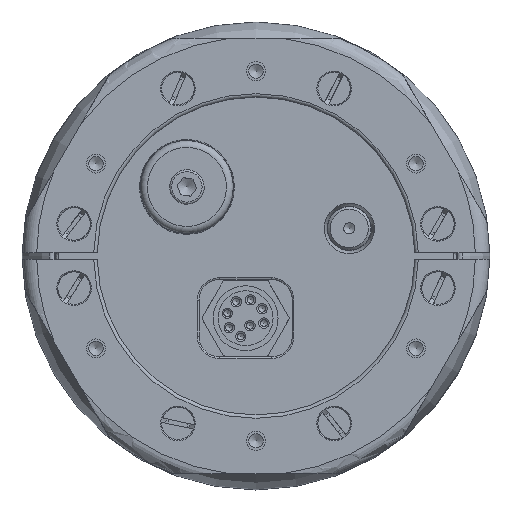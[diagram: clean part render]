
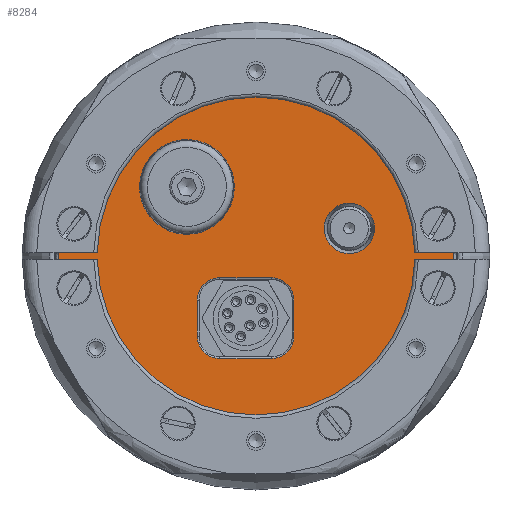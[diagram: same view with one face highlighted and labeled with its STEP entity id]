
A CAD part, front view. The second image highlights one B-rep face of the part: STEP entity #8284.
In plain terms, the highlighted planar face has unit normal (0, -1, 0).
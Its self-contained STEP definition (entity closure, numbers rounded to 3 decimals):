
#872=FACE_BOUND('',#2910,.T.);
#873=FACE_BOUND('',#2911,.T.);
#874=FACE_BOUND('',#2912,.T.);
#875=FACE_BOUND('',#2913,.T.);
#876=FACE_BOUND('',#2914,.T.);
#877=FACE_BOUND('',#2915,.T.);
#878=FACE_BOUND('',#2916,.T.);
#879=FACE_BOUND('',#2917,.T.);
#880=FACE_BOUND('',#2918,.T.);
#881=FACE_BOUND('',#2919,.T.);
#1278=LINE('',#13803,#1642);
#1279=LINE('',#13807,#1643);
#1280=LINE('',#13811,#1644);
#1281=LINE('',#13815,#1645);
#1282=LINE('',#13819,#1646);
#1283=LINE('',#13823,#1647);
#1642=VECTOR('',#10982,10.);
#1643=VECTOR('',#10985,10.);
#1644=VECTOR('',#10988,10.);
#1645=VECTOR('',#10991,10.);
#1646=VECTOR('',#10994,10.);
#1647=VECTOR('',#10997,10.);
#2249=FACE_OUTER_BOUND('',#2909,.T.);
#2909=EDGE_LOOP('',(#6619,#6620,#6621,#6622));
#2910=EDGE_LOOP('',(#6623));
#2911=EDGE_LOOP('',(#6624,#6625,#6626,#6627,#6628,#6629,#6630,#6631));
#2912=EDGE_LOOP('',(#6632));
#2913=EDGE_LOOP('',(#6633));
#2914=EDGE_LOOP('',(#6634));
#2915=EDGE_LOOP('',(#6635));
#2916=EDGE_LOOP('',(#6636));
#2917=EDGE_LOOP('',(#6637));
#2918=EDGE_LOOP('',(#6638));
#2919=EDGE_LOOP('',(#6639));
#3596=CIRCLE('',#8981,4.5);
#3737=CIRCLE('',#9232,7.285);
#3738=CIRCLE('',#9235,57.25);
#3739=CIRCLE('',#9236,47.);
#3740=CIRCLE('',#9237,6.5);
#3741=CIRCLE('',#9238,6.5);
#3742=CIRCLE('',#9239,6.5);
#3743=CIRCLE('',#9240,6.5);
#3744=CIRCLE('',#9241,3.25);
#3745=CIRCLE('',#9242,3.25);
#3746=CIRCLE('',#9243,3.25);
#3747=CIRCLE('',#9244,3.25);
#3748=CIRCLE('',#9245,3.25);
#3749=CIRCLE('',#9246,3.25);
#3750=CIRCLE('',#9247,3.25);
#4200=VERTEX_POINT('',#13100);
#4378=VERTEX_POINT('',#13797);
#4379=VERTEX_POINT('',#13801);
#4380=VERTEX_POINT('',#13802);
#4381=VERTEX_POINT('',#13804);
#4382=VERTEX_POINT('',#13806);
#4383=VERTEX_POINT('',#13809);
#4384=VERTEX_POINT('',#13810);
#4385=VERTEX_POINT('',#13812);
#4386=VERTEX_POINT('',#13814);
#4387=VERTEX_POINT('',#13816);
#4388=VERTEX_POINT('',#13818);
#4389=VERTEX_POINT('',#13820);
#4390=VERTEX_POINT('',#13822);
#4391=VERTEX_POINT('',#13825);
#4392=VERTEX_POINT('',#13827);
#4393=VERTEX_POINT('',#13829);
#4394=VERTEX_POINT('',#13831);
#4395=VERTEX_POINT('',#13833);
#4396=VERTEX_POINT('',#13835);
#4397=VERTEX_POINT('',#13837);
#5040=EDGE_CURVE('',#4200,#4200,#3596,.T.);
#5251=EDGE_CURVE('',#4378,#4378,#3737,.T.);
#5252=EDGE_CURVE('',#4379,#4380,#1278,.T.);
#5253=EDGE_CURVE('',#4381,#4380,#3738,.T.);
#5254=EDGE_CURVE('',#4381,#4382,#1279,.T.);
#5255=EDGE_CURVE('',#4382,#4379,#3739,.T.);
#5256=EDGE_CURVE('',#4383,#4384,#1280,.T.);
#5257=EDGE_CURVE('',#4385,#4383,#3740,.T.);
#5258=EDGE_CURVE('',#4386,#4385,#1281,.T.);
#5259=EDGE_CURVE('',#4387,#4386,#3741,.T.);
#5260=EDGE_CURVE('',#4388,#4387,#1282,.T.);
#5261=EDGE_CURVE('',#4389,#4388,#3742,.T.);
#5262=EDGE_CURVE('',#4390,#4389,#1283,.T.);
#5263=EDGE_CURVE('',#4384,#4390,#3743,.T.);
#5264=EDGE_CURVE('',#4391,#4391,#3744,.T.);
#5265=EDGE_CURVE('',#4392,#4392,#3745,.T.);
#5266=EDGE_CURVE('',#4393,#4393,#3746,.T.);
#5267=EDGE_CURVE('',#4394,#4394,#3747,.T.);
#5268=EDGE_CURVE('',#4395,#4395,#3748,.T.);
#5269=EDGE_CURVE('',#4396,#4396,#3749,.T.);
#5270=EDGE_CURVE('',#4397,#4397,#3750,.T.);
#6619=ORIENTED_EDGE('',*,*,#5252,.T.);
#6620=ORIENTED_EDGE('',*,*,#5253,.F.);
#6621=ORIENTED_EDGE('',*,*,#5254,.T.);
#6622=ORIENTED_EDGE('',*,*,#5255,.T.);
#6623=ORIENTED_EDGE('',*,*,#5040,.T.);
#6624=ORIENTED_EDGE('',*,*,#5256,.F.);
#6625=ORIENTED_EDGE('',*,*,#5257,.F.);
#6626=ORIENTED_EDGE('',*,*,#5258,.F.);
#6627=ORIENTED_EDGE('',*,*,#5259,.F.);
#6628=ORIENTED_EDGE('',*,*,#5260,.F.);
#6629=ORIENTED_EDGE('',*,*,#5261,.F.);
#6630=ORIENTED_EDGE('',*,*,#5262,.F.);
#6631=ORIENTED_EDGE('',*,*,#5263,.F.);
#6632=ORIENTED_EDGE('',*,*,#5264,.T.);
#6633=ORIENTED_EDGE('',*,*,#5265,.T.);
#6634=ORIENTED_EDGE('',*,*,#5266,.T.);
#6635=ORIENTED_EDGE('',*,*,#5267,.T.);
#6636=ORIENTED_EDGE('',*,*,#5268,.T.);
#6637=ORIENTED_EDGE('',*,*,#5269,.T.);
#6638=ORIENTED_EDGE('',*,*,#5270,.T.);
#6639=ORIENTED_EDGE('',*,*,#5251,.F.);
#7960=PLANE('',#9234);
#8284=ADVANCED_FACE('',(#2249,#872,#873,#874,#875,#876,#877,#878,#879,#880,
#881),#7960,.T.);
#8981=AXIS2_PLACEMENT_3D('',#13101,#10444,#10445);
#9232=AXIS2_PLACEMENT_3D('',#13798,#10976,#10977);
#9234=AXIS2_PLACEMENT_3D('',#13800,#10980,#10981);
#9235=AXIS2_PLACEMENT_3D('',#13805,#10983,#10984);
#9236=AXIS2_PLACEMENT_3D('',#13808,#10986,#10987);
#9237=AXIS2_PLACEMENT_3D('',#13813,#10989,#10990);
#9238=AXIS2_PLACEMENT_3D('',#13817,#10992,#10993);
#9239=AXIS2_PLACEMENT_3D('',#13821,#10995,#10996);
#9240=AXIS2_PLACEMENT_3D('',#13824,#10998,#10999);
#9241=AXIS2_PLACEMENT_3D('',#13826,#11000,#11001);
#9242=AXIS2_PLACEMENT_3D('',#13828,#11002,#11003);
#9243=AXIS2_PLACEMENT_3D('',#13830,#11004,#11005);
#9244=AXIS2_PLACEMENT_3D('',#13832,#11006,#11007);
#9245=AXIS2_PLACEMENT_3D('',#13834,#11008,#11009);
#9246=AXIS2_PLACEMENT_3D('',#13836,#11010,#11011);
#9247=AXIS2_PLACEMENT_3D('',#13838,#11012,#11013);
#10444=DIRECTION('center_axis',(0.,1.,0.));
#10445=DIRECTION('ref_axis',(-0.801,0.,0.599));
#10976=DIRECTION('center_axis',(0.,-1.,0.));
#10977=DIRECTION('ref_axis',(0.,0.,
1.));
#10980=DIRECTION('center_axis',(0.,-1.,0.));
#10981=DIRECTION('ref_axis',(0.,0.,
-1.));
#10982=DIRECTION('',(-1.,0.,0.));
#10983=DIRECTION('center_axis',(0.,1.,0.));
#10984=DIRECTION('ref_axis',(-1.,0.,0.));
#10985=DIRECTION('',(-1.,0.,0.));
#10986=DIRECTION('center_axis',(0.,-1.,0.));
#10987=DIRECTION('ref_axis',(0.,0.,1.));
#10988=DIRECTION('',(0.,0.,1.));
#10989=DIRECTION('center_axis',(0.,-1.,0.));
#10990=DIRECTION('ref_axis',(0.707,0.,-0.707));
#10991=DIRECTION('',(1.,0.,0.));
#10992=DIRECTION('center_axis',(0.,-1.,0.));
#10993=DIRECTION('ref_axis',(-0.707,0.,-0.707));
#10994=DIRECTION('',(0.,0.,-1.));
#10995=DIRECTION('center_axis',(0.,-1.,0.));
#10996=DIRECTION('ref_axis',(-0.707,0.,0.707));
#10997=DIRECTION('',(-1.,0.,0.));
#10998=DIRECTION('center_axis',(0.,-1.,0.));
#10999=DIRECTION('ref_axis',(0.707,0.,0.707));
#11000=DIRECTION('center_axis',(0.,1.,0.));
#11001=DIRECTION('ref_axis',(0.,0.,
-1.));
#11002=DIRECTION('center_axis',(0.,1.,0.));
#11003=DIRECTION('ref_axis',(0.,0.,
-1.));
#11004=DIRECTION('center_axis',(0.,1.,0.));
#11005=DIRECTION('ref_axis',(0.,0.,
-1.));
#11006=DIRECTION('center_axis',(0.,1.,0.));
#11007=DIRECTION('ref_axis',(0.,0.,
-1.));
#11008=DIRECTION('center_axis',(0.,1.,0.));
#11009=DIRECTION('ref_axis',(0.,0.,
-1.));
#11010=DIRECTION('center_axis',(0.,1.,0.));
#11011=DIRECTION('ref_axis',(0.,0.,
-1.));
#11012=DIRECTION('center_axis',(0.,1.,0.));
#11013=DIRECTION('ref_axis',(0.,0.,
-1.));
#13100=CARTESIAN_POINT('',(-16.396,-106.,17.305));
#13101=CARTESIAN_POINT('Origin',(-20.,-106.,20.));
#13797=CARTESIAN_POINT('',(27.,-106.,0.715));
#13798=CARTESIAN_POINT('Origin',(27.,-106.,8.));
#13800=CARTESIAN_POINT('Origin',(29.,-106.,0.));
#13801=CARTESIAN_POINT('',(-46.989,-106.,1.));
#13802=CARTESIAN_POINT('',(-57.241,-106.,1.));
#13803=CARTESIAN_POINT('',(-19.25,-106.,1.));
#13804=CARTESIAN_POINT('',(57.241,-106.,1.));
#13805=CARTESIAN_POINT('Origin',(0.,-106.,0.));
#13806=CARTESIAN_POINT('',(46.989,-106.,1.));
#13807=CARTESIAN_POINT('',(-19.25,-106.,1.));
#13808=CARTESIAN_POINT('Origin',(0.,-106.,0.));
#13809=CARTESIAN_POINT('',(11.,-106.,-23.2));
#13810=CARTESIAN_POINT('',(11.,-106.,-12.8));
#13811=CARTESIAN_POINT('',(11.,-106.,-3.4));
#13812=CARTESIAN_POINT('',(4.5,-106.,-29.7));
#13813=CARTESIAN_POINT('Origin',(4.5,-106.,-23.2));
#13814=CARTESIAN_POINT('',(-10.5,-106.,-29.7));
#13815=CARTESIAN_POINT('',(19.75,-106.,-29.7));
#13816=CARTESIAN_POINT('',(-17.,-106.,-23.2));
#13817=CARTESIAN_POINT('Origin',(-10.5,-106.,-23.2));
#13818=CARTESIAN_POINT('',(-17.,-106.,-12.8));
#13819=CARTESIAN_POINT('',(-17.,-106.,-14.6));
#13820=CARTESIAN_POINT('',(-10.5,-106.,-6.3));
#13821=CARTESIAN_POINT('Origin',(-10.5,-106.,-12.8));
#13822=CARTESIAN_POINT('',(4.5,-106.,-6.3));
#13823=CARTESIAN_POINT('',(6.25,-106.,-6.3));
#13824=CARTESIAN_POINT('Origin',(4.5,-106.,-12.8));
#13825=CARTESIAN_POINT('',(22.61,-106.,-51.737));
#13826=CARTESIAN_POINT('Origin',(22.61,-106.,-48.487));
#13827=CARTESIAN_POINT('',(-52.687,-106.,-12.54));
#13828=CARTESIAN_POINT('Origin',(-52.687,-106.,-9.29));
#13829=CARTESIAN_POINT('',(-22.61,-106.,-51.737));
#13830=CARTESIAN_POINT('Origin',(-22.61,-106.,-48.487));
#13831=CARTESIAN_POINT('',(52.687,-106.,-12.54));
#13832=CARTESIAN_POINT('Origin',(52.687,-106.,-9.29));
#13833=CARTESIAN_POINT('',(0.,-106.,-56.75));
#13834=CARTESIAN_POINT('Origin',(0.,-106.,-53.5));
#13835=CARTESIAN_POINT('',(-46.332,-106.,-30.));
#13836=CARTESIAN_POINT('Origin',(-46.332,-106.,-26.75));
#13837=CARTESIAN_POINT('',(46.332,-106.,-30.));
#13838=CARTESIAN_POINT('Origin',(46.332,-106.,-26.75));
